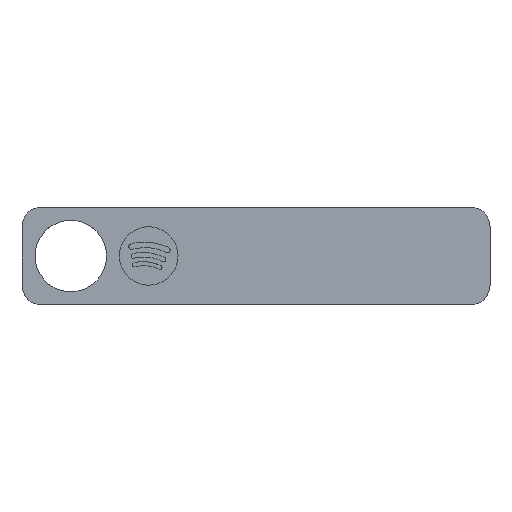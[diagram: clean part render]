
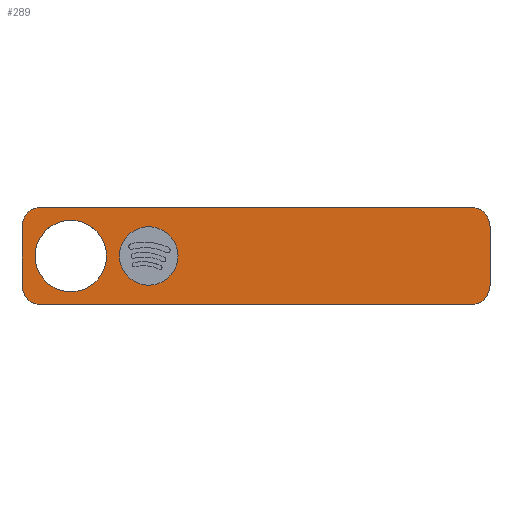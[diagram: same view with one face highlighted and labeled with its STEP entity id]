
A CAD part, top view. The second image highlights one B-rep face of the part: STEP entity #289.
In plain terms, the highlighted planar face has unit normal (0, 0, 1).
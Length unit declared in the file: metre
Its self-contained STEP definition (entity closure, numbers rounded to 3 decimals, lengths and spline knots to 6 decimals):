
#25=FACE_BOUND('',#62,.T.);
#26=FACE_BOUND('',#63,.T.);
#31=PLANE('',#324);
#42=FACE_OUTER_BOUND('',#61,.T.);
#61=EDGE_LOOP('',(#208,#209,#210,#211,#212,#213,#214,#215));
#62=EDGE_LOOP('',(#216));
#63=EDGE_LOOP('',(#217));
#86=LINE('',#438,#107);
#87=LINE('',#442,#108);
#88=LINE('',#446,#109);
#89=LINE('',#450,#110);
#107=VECTOR('',#360,1.);
#108=VECTOR('',#363,1.);
#109=VECTOR('',#366,1.);
#110=VECTOR('',#369,1.);
#127=CIRCLE('',#322,0.005491);
#129=CIRCLE('',#325,0.003);
#130=CIRCLE('',#326,0.003);
#131=CIRCLE('',#327,0.003);
#132=CIRCLE('',#328,0.003);
#133=CIRCLE('',#329,0.0045);
#139=VERTEX_POINT('',#430);
#141=VERTEX_POINT('',#436);
#142=VERTEX_POINT('',#437);
#143=VERTEX_POINT('',#439);
#144=VERTEX_POINT('',#441);
#145=VERTEX_POINT('',#443);
#146=VERTEX_POINT('',#445);
#147=VERTEX_POINT('',#447);
#148=VERTEX_POINT('',#449);
#149=VERTEX_POINT('',#452);
#165=EDGE_CURVE('',#139,#139,#127,.T.);
#168=EDGE_CURVE('',#141,#142,#86,.T.);
#169=EDGE_CURVE('',#142,#143,#129,.T.);
#170=EDGE_CURVE('',#143,#144,#87,.T.);
#171=EDGE_CURVE('',#144,#145,#130,.T.);
#172=EDGE_CURVE('',#145,#146,#88,.T.);
#173=EDGE_CURVE('',#146,#147,#131,.T.);
#174=EDGE_CURVE('',#148,#147,#89,.T.);
#175=EDGE_CURVE('',#148,#141,#132,.T.);
#176=EDGE_CURVE('',#149,#149,#133,.T.);
#208=ORIENTED_EDGE('',*,*,#168,.T.);
#209=ORIENTED_EDGE('',*,*,#169,.T.);
#210=ORIENTED_EDGE('',*,*,#170,.T.);
#211=ORIENTED_EDGE('',*,*,#171,.T.);
#212=ORIENTED_EDGE('',*,*,#172,.T.);
#213=ORIENTED_EDGE('',*,*,#173,.T.);
#214=ORIENTED_EDGE('',*,*,#174,.F.);
#215=ORIENTED_EDGE('',*,*,#175,.T.);
#216=ORIENTED_EDGE('',*,*,#165,.T.);
#217=ORIENTED_EDGE('',*,*,#176,.F.);
#289=ADVANCED_FACE('',(#42,#25,#26),#31,.T.);
#322=AXIS2_PLACEMENT_3D('',#431,#353,#354);
#324=AXIS2_PLACEMENT_3D('',#435,#358,#359);
#325=AXIS2_PLACEMENT_3D('',#440,#361,#362);
#326=AXIS2_PLACEMENT_3D('',#444,#364,#365);
#327=AXIS2_PLACEMENT_3D('',#448,#367,#368);
#328=AXIS2_PLACEMENT_3D('',#451,#370,#371);
#329=AXIS2_PLACEMENT_3D('',#453,#372,#373);
#353=DIRECTION('center_axis',(0.,0.,-1.));
#354=DIRECTION('ref_axis',(-1.,0.,0.));
#358=DIRECTION('center_axis',(0.,0.,1.));
#359=DIRECTION('ref_axis',(1.,0.,0.));
#360=DIRECTION('',(0.,-1.,0.));
#361=DIRECTION('center_axis',(0.,0.,1.));
#362=DIRECTION('ref_axis',(1.,0.,0.));
#363=DIRECTION('',(1.,0.,0.));
#364=DIRECTION('center_axis',(0.,0.,1.));
#365=DIRECTION('ref_axis',(1.,0.,0.));
#366=DIRECTION('',(0.,1.,0.));
#367=DIRECTION('center_axis',(0.,0.,1.));
#368=DIRECTION('ref_axis',(1.,0.,0.));
#369=DIRECTION('',(1.,0.,0.));
#370=DIRECTION('center_axis',(0.,0.,1.));
#371=DIRECTION('ref_axis',(1.,0.,0.));
#372=DIRECTION('center_axis',(0.,0.,1.));
#373=DIRECTION('ref_axis',(1.,0.,0.));
#430=CARTESIAN_POINT('',(0.001,0.007491,0.003));
#431=CARTESIAN_POINT('Origin',(-0.004491,0.007491,
0.003));
#435=CARTESIAN_POINT('Origin',(0.03,0.0075,0.003));
#436=CARTESIAN_POINT('',(-0.012,0.012,0.003));
#437=CARTESIAN_POINT('',(-0.012,0.003,0.003));
#438=CARTESIAN_POINT('',(-0.012,0.0075,0.003));
#439=CARTESIAN_POINT('',(-0.009,0.,0.003));
#440=CARTESIAN_POINT('Origin',(-0.009,0.003,0.003));
#441=CARTESIAN_POINT('',(0.057,0.,0.003));
#442=CARTESIAN_POINT('',(0.03,0.,0.003));
#443=CARTESIAN_POINT('',(0.06,0.003,0.003));
#444=CARTESIAN_POINT('Origin',(0.057,0.003,0.003));
#445=CARTESIAN_POINT('',(0.06,0.012,0.003));
#446=CARTESIAN_POINT('',(0.06,0.0075,0.003));
#447=CARTESIAN_POINT('',(0.057,0.015,0.003));
#448=CARTESIAN_POINT('Origin',(0.057,0.012,0.003));
#449=CARTESIAN_POINT('',(-0.009,0.015,0.003));
#450=CARTESIAN_POINT('',(0.03,0.015,0.003));
#451=CARTESIAN_POINT('Origin',(-0.009,0.012,0.003));
#452=CARTESIAN_POINT('',(0.012,0.0075,0.003));
#453=CARTESIAN_POINT('Origin',(0.0075,0.0075,0.003));
